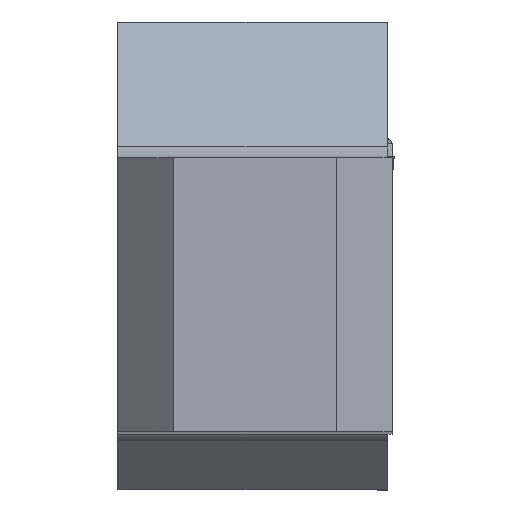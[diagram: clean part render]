
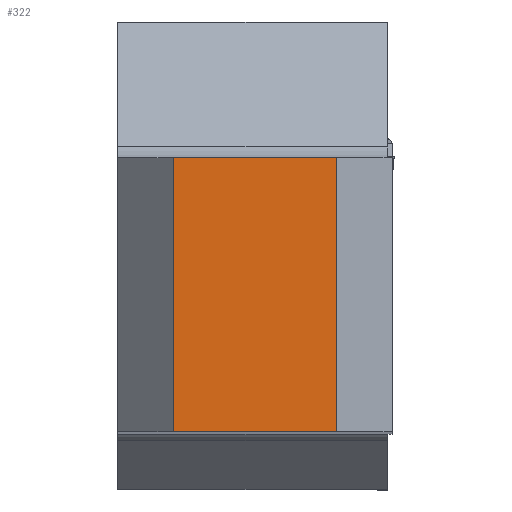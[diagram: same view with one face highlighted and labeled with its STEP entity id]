
A CAD part, top view. The second image highlights one B-rep face of the part: STEP entity #322.
In plain terms, the highlighted planar face has unit normal (0, 0, 1).
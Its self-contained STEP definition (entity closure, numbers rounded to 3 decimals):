
#322=ADVANCED_FACE('CU_BACK_SU1',(#498),#431,.F.);
#431=PLANE('',#2282);
#498=FACE_OUTER_BOUND('',#615,.T.);
#615=EDGE_LOOP('',(#877,#878,#879,#880));
#877=ORIENTED_EDGE('',*,*,#1632,.F.);
#878=ORIENTED_EDGE('',*,*,#1633,.T.);
#879=ORIENTED_EDGE('',*,*,#1634,.T.);
#880=ORIENTED_EDGE('',*,*,#1635,.T.);
#1407=VERTEX_POINT('',#3146);
#1408=VERTEX_POINT('',#3147);
#1409=VERTEX_POINT('',#3149);
#1410=VERTEX_POINT('',#3151);
#1632=EDGE_CURVE('',#1407,#1408,#1912,.T.);
#1633=EDGE_CURVE('',#1407,#1409,#1913,.T.);
#1634=EDGE_CURVE('',#1409,#1410,#1914,.T.);
#1635=EDGE_CURVE('',#1410,#1408,#1915,.T.);
#1912=LINE('',#3145,#2085);
#1913=LINE('',#3148,#2086);
#1914=LINE('',#3150,#2087);
#1915=LINE('',#3152,#2088);
#2085=VECTOR('',#2588,1.);
#2086=VECTOR('',#2589,1.);
#2087=VECTOR('',#2590,1.);
#2088=VECTOR('',#2591,1.);
#2282=AXIS2_PLACEMENT_3D('',#3153,#2592,#2593);
#2588=DIRECTION('',(0.,-1.,0.));
#2589=DIRECTION('',(-1.,0.,0.));
#2590=DIRECTION('',(0.,-1.,0.));
#2591=DIRECTION('',(1.,0.,0.));
#2592=DIRECTION('',(0.,0.,-1.));
#2593=DIRECTION('',(1.,0.,0.));
#3145=CARTESIAN_POINT('',(7.925,0.,0.));
#3146=CARTESIAN_POINT('',(7.925,9.925,0.));
#3147=CARTESIAN_POINT('',(7.925,0.,0.));
#3148=CARTESIAN_POINT('',(-22.496,9.925,0.));
#3149=CARTESIAN_POINT('',(2.,9.925,0.));
#3150=CARTESIAN_POINT('',(2.,0.,0.));
#3151=CARTESIAN_POINT('',(2.,0.,0.));
#3152=CARTESIAN_POINT('',(-22.496,0.,0.));
#3153=CARTESIAN_POINT('',(-22.496,29.925,0.));
